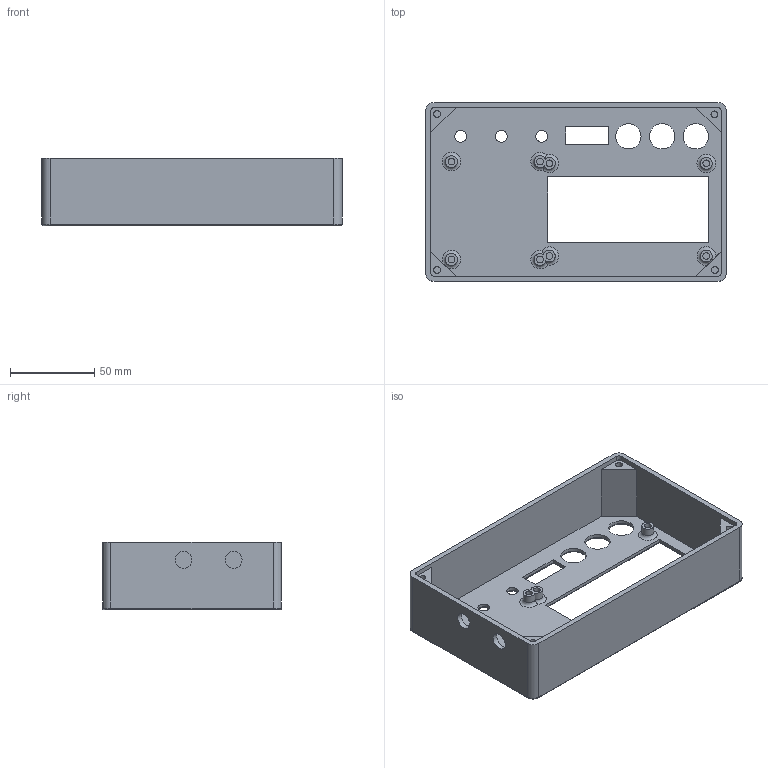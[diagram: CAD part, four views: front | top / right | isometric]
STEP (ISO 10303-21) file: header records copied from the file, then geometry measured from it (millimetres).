
FILE_DESCRIPTION(/* description */ (''),/* implementation_level */ '2;1');
FILE_NAME(/* name */ '94bcca83-12ec-451b-83ff-530cff2a7540.stp',/* time_stamp */ '2023-06-20T08:31:50Z',/* author */ (''),/* organization */ (''),/* preprocessor_version */ 'ST-DEVELOPER v19.2',/* originating_system */ 'Autodesk Translation Framework v12.6.0.85',/* authorisation */ '');
FILE_SCHEMA (('AUTOMOTIVE_DESIGN { 1 0 10303 214 3 1 1 }'));
Length unit declared in the file: millimetre
Products named in the file (2): Cycling Clock Complete; Doos
Assembly tree (1 placements, depth 2):
  Cycling Clock Complete
    Doos
Bounding box: 178 x 106 x 40 mm (x, y, z)
Volume: 117678.1 mm3; surface area: 74462.9 mm2
Topology: 1 solids, 1 shells, 273 faces, 703 edges, 462 vertices
Faces by surface type: bspline 105, plane 102, cylinder 48, torus 18
Full cylindrical faces by diameter (mm): 4 x12, 7 x7, 10 x2, 15 x3
Entity records: 9432 total; most frequent: CARTESIAN_POINT 3302, ORIENTED_EDGE 1406, DIRECTION 957, EDGE_CURVE 703, VERTEX_POINT 462, LINE 359, VECTOR 359, EDGE_LOOP 323
